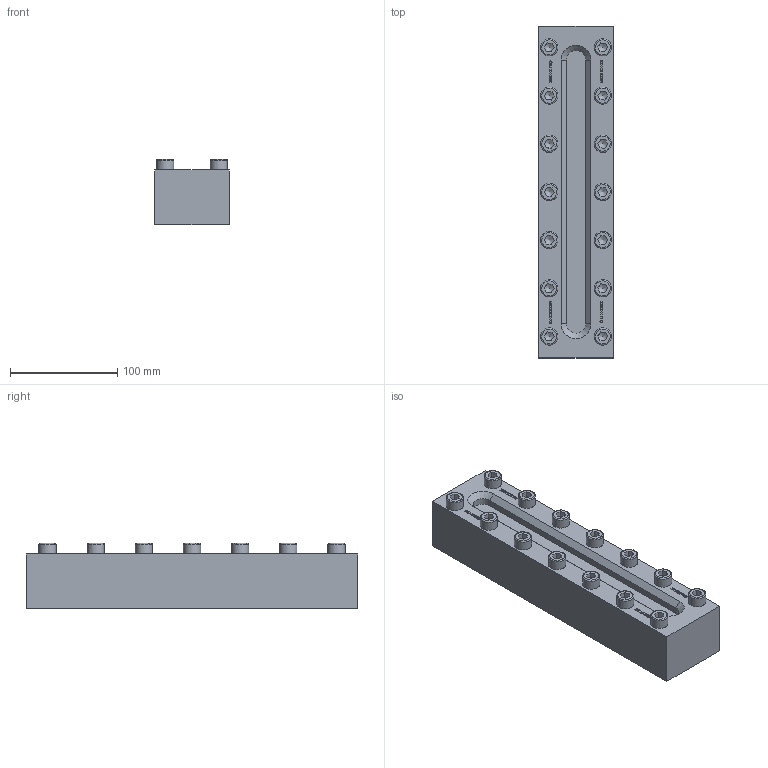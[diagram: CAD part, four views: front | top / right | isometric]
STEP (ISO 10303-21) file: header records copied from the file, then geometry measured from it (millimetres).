
FILE_DESCRIPTION(('HOOPS Exchange Step'),'2;1');
FILE_NAME('BS03_04.stp','2025-05-26T11:47:08+02:00',('nieru'),('Unknown organisation'),'HOOPS Exchange 2024.2','HOOPS Exchange','Unknown authorisation');
FILE_SCHEMA( ('AP203_CONFIGURATION_CONTROLLED_3D_DESIGN_OF_MECHANICAL_PARTS_AND_ASSEMBLIES_MIM_LF') );
Length unit declared in the file: millimetre
Products named in the file (1): root
Bounding box: 70 x 310 x 60.9 mm (x, y, z)
Volume: 1000991.4 mm3; surface area: 103699.7 mm2
Topology: 1 solids, 1 shells, 656 faces, 1794 edges, 1204 vertices
Faces by surface type: plane 576, bspline 32, cylinder 18, cone 16, torus 14
Full cylindrical faces by diameter (mm): 16 x14
Entity records: 37546 total; most frequent: CARTESIAN_POINT 21417, ORIENTED_EDGE 3560, DIRECTION 2780, EDGE_CURVE 1780, VECTOR 1482, LINE 1482, VERTEX_POINT 1204, EDGE_LOOP 734
